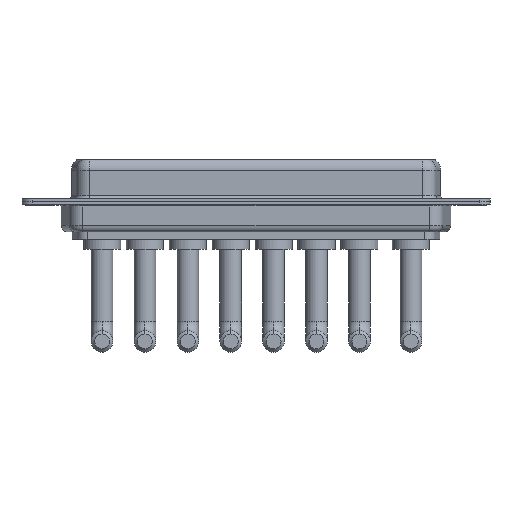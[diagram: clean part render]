
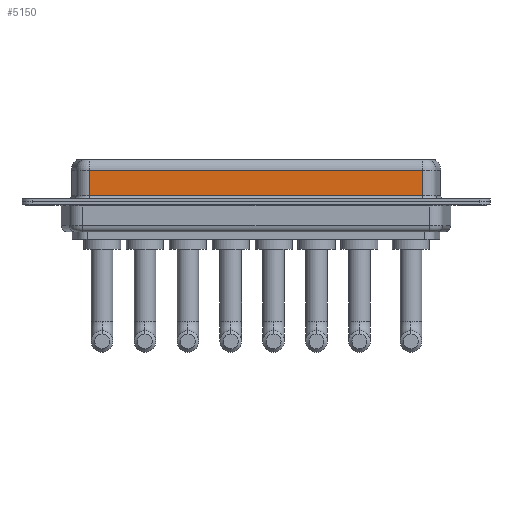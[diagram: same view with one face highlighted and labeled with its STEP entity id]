
A CAD part, front view. The second image highlights one B-rep face of the part: STEP entity #5150.
In plain terms, the highlighted planar face has unit normal (0, -1, 0).
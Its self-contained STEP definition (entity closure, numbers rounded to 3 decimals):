
#37 = VERTEX_POINT ( 'NONE', #4142 ) ;
#281 = CARTESIAN_POINT ( 'NONE',  ( 56.462, -3.95, 0.9 ) ) ;
#295 = ORIENTED_EDGE ( 'NONE', *, *, #3355, .T. ) ;
#928 = LINE ( 'NONE', #281, #6139 ) ;
#989 = DIRECTION ( 'NONE',  ( 1., 0., 0. ) ) ;
#1685 = VECTOR ( 'NONE', #7021, 1000. ) ;
#2314 = PLANE ( 'NONE',  #11347 ) ;
#2469 = ORIENTED_EDGE ( 'NONE', *, *, #10997, .T. ) ;
#2884 = EDGE_LOOP ( 'NONE', ( #10948, #295, #10646, #2469 ) ) ;
#3120 = VERTEX_POINT ( 'NONE', #7212 ) ;
#3355 = EDGE_CURVE ( 'NONE', #3120, #7077, #8689, .T. ) ;
#3788 = VECTOR ( 'NONE', #10487, 1000. ) ;
#4142 = CARTESIAN_POINT ( 'NONE',  ( 7.038, -3.95, 0.9 ) ) ;
#5150 = ADVANCED_FACE ( 'NONE', ( #8463 ), #2314, .F. ) ;
#5297 = EDGE_CURVE ( 'NONE', #7077, #37, #6026, .T. ) ;
#5432 = CARTESIAN_POINT ( 'NONE',  ( 7.038, -3.95, 4.65 ) ) ;
#6026 = LINE ( 'NONE', #8051, #3788 ) ;
#6139 = VECTOR ( 'NONE', #989, 1000. ) ;
#6841 = DIRECTION ( 'NONE',  ( 0., 0., 1. ) ) ;
#7021 = DIRECTION ( 'NONE',  ( -1., 0., 0. ) ) ;
#7077 = VERTEX_POINT ( 'NONE', #5432 ) ;
#7212 = CARTESIAN_POINT ( 'NONE',  ( 56.462, -3.95, 4.65 ) ) ;
#7773 = DIRECTION ( 'NONE',  ( 0., 0., -1. ) ) ;
#8051 = CARTESIAN_POINT ( 'NONE',  ( 7.038, -3.95, 6.4 ) ) ;
#8243 = EDGE_CURVE ( 'NONE', #3120, #8481, #8691, .T. ) ;
#8349 = VECTOR ( 'NONE', #7773, 1000. ) ;
#8463 = FACE_OUTER_BOUND ( 'NONE', #2884, .T. ) ;
#8481 = VERTEX_POINT ( 'NONE', #8928 ) ;
#8575 = DIRECTION ( 'NONE',  ( 0., 1., 0. ) ) ;
#8689 = LINE ( 'NONE', #11232, #1685 ) ;
#8691 = LINE ( 'NONE', #10490, #8349 ) ;
#8928 = CARTESIAN_POINT ( 'NONE',  ( 56.462, -3.95, 0.9 ) ) ;
#10373 = CARTESIAN_POINT ( 'NONE',  ( 56.462, -3.95, 6.4 ) ) ;
#10487 = DIRECTION ( 'NONE',  ( 0., 0., -1. ) ) ;
#10490 = CARTESIAN_POINT ( 'NONE',  ( 56.462, -3.95, 6.4 ) ) ;
#10646 = ORIENTED_EDGE ( 'NONE', *, *, #5297, .T. ) ;
#10948 = ORIENTED_EDGE ( 'NONE', *, *, #8243, .F. ) ;
#10997 = EDGE_CURVE ( 'NONE', #37, #8481, #928, .T. ) ;
#11232 = CARTESIAN_POINT ( 'NONE',  ( 56.462, -3.95, 4.65 ) ) ;
#11347 = AXIS2_PLACEMENT_3D ( 'NONE', #10373, #8575, #6841 ) ;
